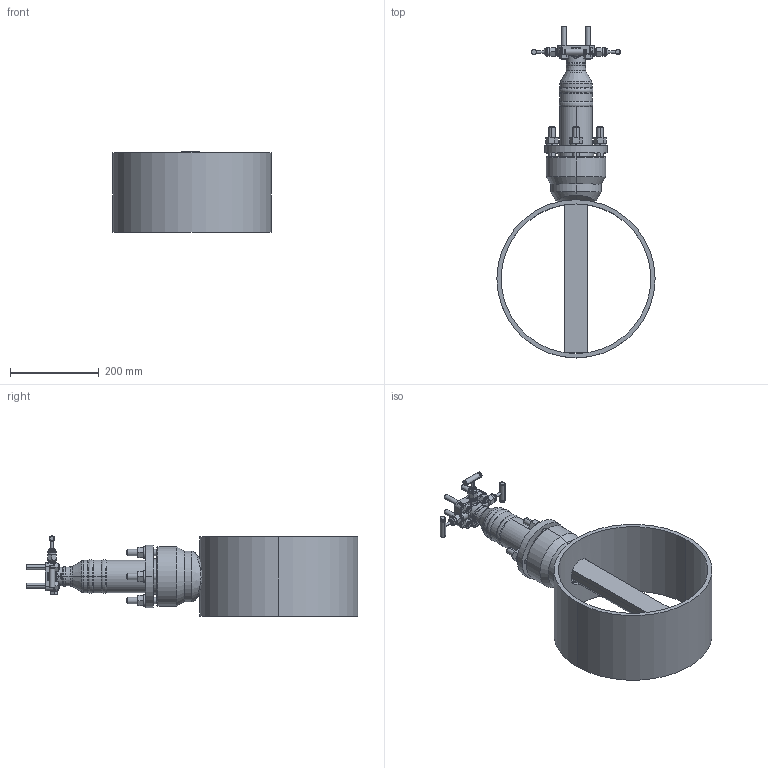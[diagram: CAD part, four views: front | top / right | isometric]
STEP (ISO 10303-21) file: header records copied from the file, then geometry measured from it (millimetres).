
FILE_DESCRIPTION((''),'2;1');
FILE_NAME('GC-485L140ZCHPS3T1003_SW0001','2014-11-05T',('johnarm'),('Rosemount Measurement Division'),'PRO/ENGINEER BY PARAMETRIC TECHNOLOGY CORPORATION, 2013430','PRO/ENGINEER BY PARAMETRIC TECHNOLOGY CORPORATION, 2013430','');
FILE_SCHEMA(('CONFIG_CONTROL_DESIGN'));
Length unit declared in the file: inch
Products named in the file (1): GC-485L140ZCHPS3T1003_SW0001
Bounding box: 355.6 x 746.12 x 180.04 mm (x, y, z)
Surface area: 777883.3 mm2 (no closed solid volume)
Topology: 0 solids, 58 shells, 632 faces, 1870 edges, 1282 vertices
Faces by surface type: plane 186, cone 186, cylinder 176, torus 61, sphere 12, bspline 11
Entity records: 24146 total; most frequent: CARTESIAN_POINT 7819, DIRECTION 3450, ORIENTED_EDGE 3099, EDGE_CURVE 1866, AXIS2_PLACEMENT_3D 1432, VERTEX_POINT 1282, CIRCLE 811, EDGE_LOOP 703
